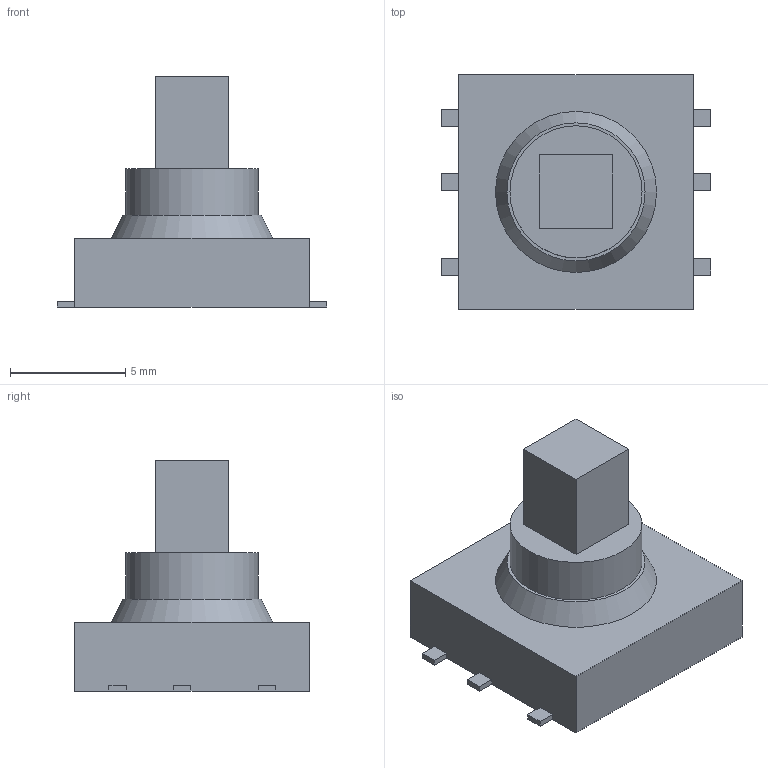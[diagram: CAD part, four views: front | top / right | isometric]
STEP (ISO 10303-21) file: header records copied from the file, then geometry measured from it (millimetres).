
FILE_DESCRIPTION(/* description */ (''),/* implementation_level */ '2;1');
FILE_NAME(/* name */ 'HROParts Multi-direction switch K1-1506SN-01.step',/* time_stamp */ '2022-09-22T18:13:21+09:00',/* author */ (''),/* organization */ (''),/* preprocessor_version */ 'ST-DEVELOPER v19',/* originating_system */ 'Autodesk Translation Framework v11.7.0.108',/* authorisation */ '');
FILE_SCHEMA (('AUTOMOTIVE_DESIGN { 1 0 10303 214 3 1 1 }'));
Length unit declared in the file: millimetre
Products named in the file (4): HROParts Multi-direction switch K1-1506SN-01; body; stick; leads
Assembly tree (3 placements, depth 2):
  HROParts Multi-direction switch K1-1506SN-01
    body
    stick
    leads
Bounding box: 11.7 x 10.2 x 10 mm (x, y, z)
Volume: 438.9 mm3; surface area: 518.5 mm2
Topology: 8 solids, 8 shells, 52 faces, 102 edges, 68 vertices
Faces by surface type: plane 50, cylinder 1, cone 1
Full cylindrical faces by diameter (mm): 5.737 x1
Entity records: 1443 total; most frequent: CARTESIAN_POINT 229, DIRECTION 224, ORIENTED_EDGE 204, EDGE_CURVE 102, LINE 98, VECTOR 98, VERTEX_POINT 68, AXIS2_PLACEMENT_3D 63
